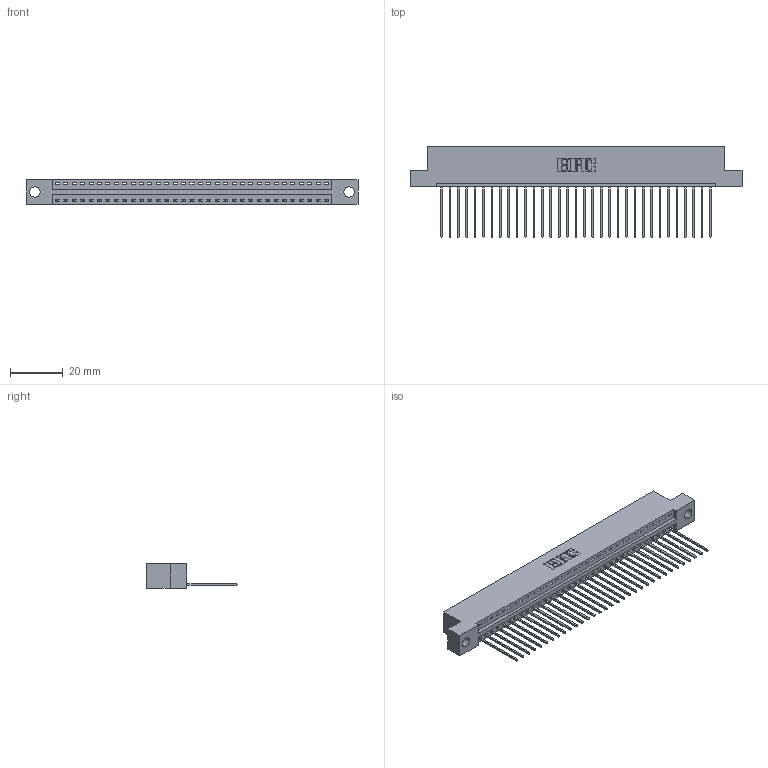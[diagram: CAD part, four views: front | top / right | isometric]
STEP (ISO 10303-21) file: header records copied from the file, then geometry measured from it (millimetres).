
FILE_DESCRIPTION (( 'STEP AP203' ), '1' );
FILE_NAME ('346-033-541-104.STEP', '2022-05-06T20:07:29', ( '' ), ( '' ), 'SwSTEP 2.0', 'SolidWorks 2020', '' );
FILE_SCHEMA (( 'CONFIG_CONTROL_DESIGN' ));
Length unit declared in the file: inch
Products named in the file (3): 346 Part_Flush Mounting Lugs - 0.156 Dia-TH; 346-033-541-104; 345-292-001_345-293-141
Assembly tree (34 placements, depth 2):
  346-033-541-104
    346 Part_Flush Mounting Lugs - 0.156 Dia-TH
    345-292-001_345-293-141  x33
Bounding box: 125.35 x 34.29 x 9.4 mm (x, y, z)
Volume: 11939.6 mm3; surface area: 15313.6 mm2
Topology: 34 solids, 34 shells, 2050 faces, 6173 edges, 4070 vertices
Faces by surface type: plane 1410, cylinder 640
Entity records: 22129 total; most frequent: CARTESIAN_POINT 3805, ORIENTED_EDGE 3770, DIRECTION 3367, EDGE_CURVE 1885, VECTOR 1621, LINE 1621, VERTEX_POINT 1254, AXIS2_PLACEMENT_3D 873
